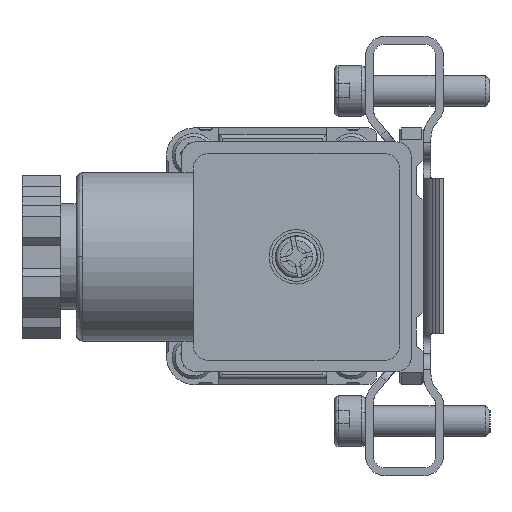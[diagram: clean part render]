
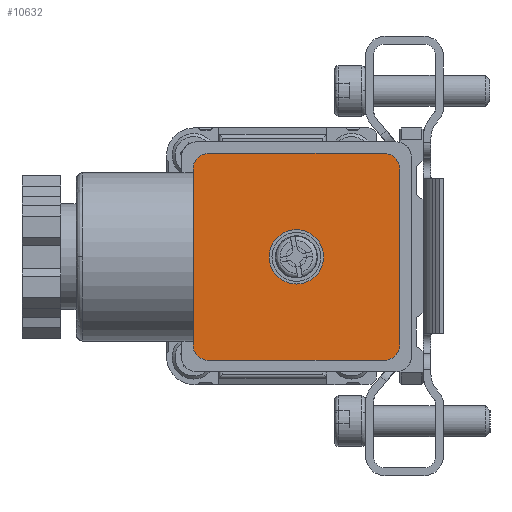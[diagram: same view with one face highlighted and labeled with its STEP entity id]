
A CAD part, left-side view. The second image highlights one B-rep face of the part: STEP entity #10632.
In plain terms, the highlighted planar face has unit normal (-1, 0, 0).
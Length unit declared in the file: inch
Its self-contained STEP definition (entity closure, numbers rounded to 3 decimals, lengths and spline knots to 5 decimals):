
#524 = EDGE_CURVE ( 'NONE', #21981, #16909, #13237, .T. ) ;
#919 = EDGE_CURVE ( 'NONE', #20133, #16909, #2052, .T. ) ;
#1532 = DIRECTION ( 'NONE',  ( 0., 1., 0. ) ) ;
#2052 = CIRCLE ( 'NONE', #29769, 0.07874 ) ;
#3292 = EDGE_CURVE ( 'NONE', #20133, #17090, #21161, .T. ) ;
#3361 = AXIS2_PLACEMENT_3D ( 'NONE', #22665, #27162, #29939 ) ;
#3570 = VERTEX_POINT ( 'NONE', #27483 ) ;
#3593 = EDGE_CURVE ( 'NONE', #21981, #17056, #14001, .T. ) ;
#3643 = DIRECTION ( 'NONE',  ( 0., -1., 0. ) ) ;
#3672 = CIRCLE ( 'NONE', #24494, 0.07874 ) ;
#4377 = CARTESIAN_POINT ( 'NONE',  ( -1.07087, 0.19685, 1.09133 ) ) ;
#4796 = PLANE ( 'NONE',  #24337 ) ;
#4870 = CARTESIAN_POINT ( 'NONE',  ( -1.07087, 0.50394, 0.64645 ) ) ;
#4934 = DIRECTION ( 'NONE',  ( 1., 0., 0. ) ) ;
#6151 = VECTOR ( 'NONE', #28228, 39.37008 ) ;
#6439 = CARTESIAN_POINT ( 'NONE',  ( -1.07087, 1.16535, 0.20156 ) ) ;
#6498 = DIRECTION ( 'NONE',  ( 1., 0., 0. ) ) ;
#6507 = EDGE_LOOP ( 'NONE', ( #20632, #8935, #15028, #20695, #11391, #26285, #21839, #18467 ) ) ;
#6832 = CARTESIAN_POINT ( 'NONE',  ( -1.07087, 1.08661, 1.09133 ) ) ;
#7065 = VERTEX_POINT ( 'NONE', #16351 ) ;
#7116 = CARTESIAN_POINT ( 'NONE',  ( -1.07087, 1.16535, 0.12282 ) ) ;
#7722 = CARTESIAN_POINT ( 'NONE',  ( -1.07087, 0.19685, 0.20156 ) ) ;
#8162 = CARTESIAN_POINT ( 'NONE',  ( -1.07087, 0.11811, 1.09133 ) ) ;
#8548 = CARTESIAN_POINT ( 'NONE',  ( -1.07087, 0.11811, 0.20156 ) ) ;
#8892 = CARTESIAN_POINT ( 'NONE',  ( -1.07087, 0.11811, 1.09133 ) ) ;
#8935 = ORIENTED_EDGE ( 'NONE', *, *, #23671, .T. ) ;
#9172 = CIRCLE ( 'NONE', #25961, 0.07874 ) ;
#10632 = ADVANCED_FACE ( 'NONE', ( #18284, #27730 ), #4796, .F. ) ;
#11081 = CARTESIAN_POINT ( 'NONE',  ( -1.07087, 0.19685, 1.17007 ) ) ;
#11219 = DIRECTION ( 'NONE',  ( 1., 0., 0. ) ) ;
#11391 = ORIENTED_EDGE ( 'NONE', *, *, #919, .F. ) ;
#13237 = LINE ( 'NONE', #30414, #15417 ) ;
#13949 = DIRECTION ( 'NONE',  ( 1., 0., 0. ) ) ;
#14001 = CIRCLE ( 'NONE', #15480, 0.07874 ) ;
#14151 = DIRECTION ( 'NONE',  ( 0., 1., 0. ) ) ;
#14192 = CARTESIAN_POINT ( 'NONE',  ( -1.07087, 1.16535, 1.09133 ) ) ;
#14974 = CARTESIAN_POINT ( 'NONE',  ( -1.07087, 1.08661, 1.17007 ) ) ;
#15028 = ORIENTED_EDGE ( 'NONE', *, *, #3593, .F. ) ;
#15417 = VECTOR ( 'NONE', #20814, 39.37008 ) ;
#15480 = AXIS2_PLACEMENT_3D ( 'NONE', #4377, #11219, #14151 ) ;
#16351 = CARTESIAN_POINT ( 'NONE',  ( -1.07087, 0.19685, 0.12282 ) ) ;
#16909 = VERTEX_POINT ( 'NONE', #14974 ) ;
#16982 = DIRECTION ( 'NONE',  ( 1., 0., 0. ) ) ;
#17056 = VERTEX_POINT ( 'NONE', #8162 ) ;
#17090 = VERTEX_POINT ( 'NONE', #6439 ) ;
#17423 = VECTOR ( 'NONE', #18828, 39.37008 ) ;
#17644 = VERTEX_POINT ( 'NONE', #8548 ) ;
#17889 = LINE ( 'NONE', #27510, #24546 ) ;
#18120 = CARTESIAN_POINT ( 'NONE',  ( -1.07087, 1.08661, 0.20156 ) ) ;
#18262 = CIRCLE ( 'NONE', #3361, 0.1378 ) ;
#18284 = FACE_BOUND ( 'NONE', #29495, .T. ) ;
#18329 = CARTESIAN_POINT ( 'NONE',  ( -1.07087, 1.16535, 1.09133 ) ) ;
#18467 = ORIENTED_EDGE ( 'NONE', *, *, #21938, .T. ) ;
#18828 = DIRECTION ( 'NONE',  ( 0., 0., -1. ) ) ;
#19389 = EDGE_CURVE ( 'NONE', #17644, #7065, #3672, .T. ) ;
#20133 = VERTEX_POINT ( 'NONE', #18329 ) ;
#20632 = ORIENTED_EDGE ( 'NONE', *, *, #19389, .F. ) ;
#20695 = ORIENTED_EDGE ( 'NONE', *, *, #524, .T. ) ;
#20814 = DIRECTION ( 'NONE',  ( 0., 1., 0. ) ) ;
#21161 = LINE ( 'NONE', #14192, #17423 ) ;
#21359 = DIRECTION ( 'NONE',  ( 0., 1., 0. ) ) ;
#21839 = ORIENTED_EDGE ( 'NONE', *, *, #24818, .F. ) ;
#21938 = EDGE_CURVE ( 'NONE', #3570, #7065, #17889, .T. ) ;
#21981 = VERTEX_POINT ( 'NONE', #11081 ) ;
#22665 = CARTESIAN_POINT ( 'NONE',  ( -1.07087, 0.64173, 0.64645 ) ) ;
#23406 = DIRECTION ( 'NONE',  ( 0., 1., 0. ) ) ;
#23671 = EDGE_CURVE ( 'NONE', #17644, #17056, #27920, .T. ) ;
#24255 = VERTEX_POINT ( 'NONE', #4870 ) ;
#24337 = AXIS2_PLACEMENT_3D ( 'NONE', #7116, #4934, #21359 ) ;
#24494 = AXIS2_PLACEMENT_3D ( 'NONE', #7722, #16982, #26132 ) ;
#24546 = VECTOR ( 'NONE', #3643, 39.37008 ) ;
#24818 = EDGE_CURVE ( 'NONE', #3570, #17090, #9172, .T. ) ;
#24905 = ORIENTED_EDGE ( 'NONE', *, *, #28803, .F. ) ;
#25961 = AXIS2_PLACEMENT_3D ( 'NONE', #18120, #6498, #1532 ) ;
#26132 = DIRECTION ( 'NONE',  ( 0., 1., 0. ) ) ;
#26285 = ORIENTED_EDGE ( 'NONE', *, *, #3292, .T. ) ;
#27162 = DIRECTION ( 'NONE',  ( -1., 0., 0. ) ) ;
#27483 = CARTESIAN_POINT ( 'NONE',  ( -1.07087, 1.08661, 0.12282 ) ) ;
#27510 = CARTESIAN_POINT ( 'NONE',  ( -1.07087, 0.19685, 0.12282 ) ) ;
#27730 = FACE_OUTER_BOUND ( 'NONE', #6507, .T. ) ;
#27920 = LINE ( 'NONE', #8892, #6151 ) ;
#28228 = DIRECTION ( 'NONE',  ( 0., 0., 1. ) ) ;
#28803 = EDGE_CURVE ( 'NONE', #24255, #24255, #18262, .T. ) ;
#29495 = EDGE_LOOP ( 'NONE', ( #24905 ) ) ;
#29769 = AXIS2_PLACEMENT_3D ( 'NONE', #6832, #13949, #23406 ) ;
#29939 = DIRECTION ( 'NONE',  ( 0., -1., 0. ) ) ;
#30414 = CARTESIAN_POINT ( 'NONE',  ( -1.07087, 1.08661, 1.17007 ) ) ;
